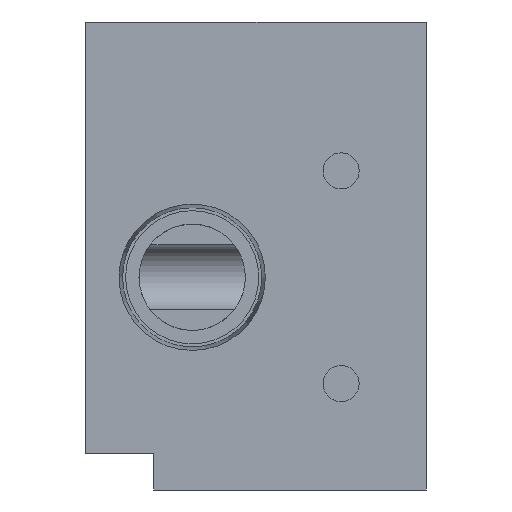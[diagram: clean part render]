
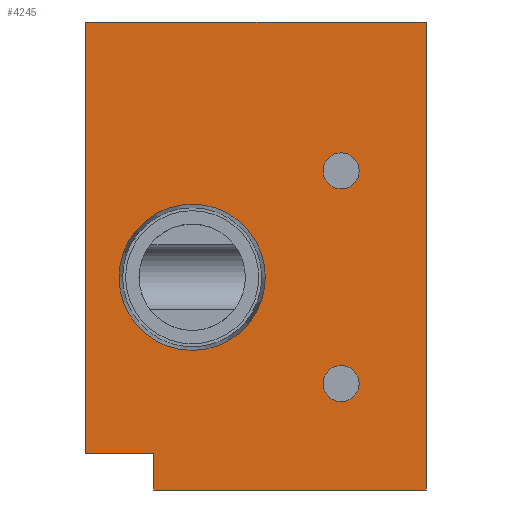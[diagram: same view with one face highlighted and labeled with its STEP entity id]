
A CAD part, left-side view. The second image highlights one B-rep face of the part: STEP entity #4245.
In plain terms, the highlighted planar face has unit normal (-1, 0, 0).
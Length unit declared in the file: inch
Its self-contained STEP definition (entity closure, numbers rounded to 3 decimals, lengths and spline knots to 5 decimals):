
#73=FACE_BOUND('',#695,.T.);
#74=FACE_BOUND('',#696,.T.);
#75=FACE_BOUND('',#697,.T.);
#218=PLANE('',#4781);
#404=FACE_OUTER_BOUND('',#694,.T.);
#694=EDGE_LOOP('',(#3452,#3453,#3454,#3455,#3456,#3457));
#695=EDGE_LOOP('',(#3458,#3459));
#696=EDGE_LOOP('',(#3460,#3461));
#697=EDGE_LOOP('',(#3462,#3463));
#882=CIRCLE('',#4392,0.04245);
#883=CIRCLE('',#4393,0.04245);
#886=CIRCLE('',#4398,0.04245);
#887=CIRCLE('',#4399,0.04245);
#1122=CIRCLE('',#4782,0.17198);
#1123=CIRCLE('',#4783,0.17198);
#1340=LINE('',#6850,#1523);
#1418=LINE('',#7421,#1601);
#1421=LINE('',#7427,#1604);
#1425=LINE('',#7436,#1608);
#1426=LINE('',#7438,#1609);
#1427=LINE('',#7439,#1610);
#1523=VECTOR('',#5367,0.3937);
#1601=VECTOR('',#5993,0.3937);
#1604=VECTOR('',#5998,0.3937);
#1608=VECTOR('',#6006,0.3937);
#1609=VECTOR('',#6007,0.3937);
#1610=VECTOR('',#6008,0.3937);
#1695=VERTEX_POINT('',#6621);
#1696=VERTEX_POINT('',#6622);
#1699=VERTEX_POINT('',#6632);
#1700=VERTEX_POINT('',#6633);
#1776=VERTEX_POINT('',#6847);
#1777=VERTEX_POINT('',#6849);
#1958=VERTEX_POINT('',#7419);
#1960=VERTEX_POINT('',#7425);
#1963=VERTEX_POINT('',#7435);
#1964=VERTEX_POINT('',#7437);
#1965=VERTEX_POINT('',#7440);
#1966=VERTEX_POINT('',#7441);
#2150=EDGE_CURVE('',#1695,#1696,#882,.T.);
#2151=EDGE_CURVE('',#1696,#1695,#883,.T.);
#2155=EDGE_CURVE('',#1699,#1700,#886,.T.);
#2156=EDGE_CURVE('',#1700,#1699,#887,.T.);
#2255=EDGE_CURVE('',#1776,#1777,#1340,.T.);
#2520=EDGE_CURVE('',#1776,#1958,#1418,.T.);
#2523=EDGE_CURVE('',#1958,#1960,#1421,.T.);
#2527=EDGE_CURVE('',#1963,#1960,#1425,.T.);
#2528=EDGE_CURVE('',#1964,#1963,#1426,.T.);
#2529=EDGE_CURVE('',#1777,#1964,#1427,.T.);
#2530=EDGE_CURVE('',#1965,#1966,#1122,.T.);
#2531=EDGE_CURVE('',#1966,#1965,#1123,.T.);
#3452=ORIENTED_EDGE('',*,*,#2520,.T.);
#3453=ORIENTED_EDGE('',*,*,#2523,.T.);
#3454=ORIENTED_EDGE('',*,*,#2527,.F.);
#3455=ORIENTED_EDGE('',*,*,#2528,.F.);
#3456=ORIENTED_EDGE('',*,*,#2529,.F.);
#3457=ORIENTED_EDGE('',*,*,#2255,.F.);
#3458=ORIENTED_EDGE('',*,*,#2150,.T.);
#3459=ORIENTED_EDGE('',*,*,#2151,.T.);
#3460=ORIENTED_EDGE('',*,*,#2155,.T.);
#3461=ORIENTED_EDGE('',*,*,#2156,.T.);
#3462=ORIENTED_EDGE('',*,*,#2530,.T.);
#3463=ORIENTED_EDGE('',*,*,#2531,.T.);
#4245=ADVANCED_FACE('',(#404,#73,#74,#75),#218,.F.);
#4392=AXIS2_PLACEMENT_3D('',#6623,#5108,#5109);
#4393=AXIS2_PLACEMENT_3D('',#6624,#5110,#5111);
#4398=AXIS2_PLACEMENT_3D('',#6634,#5121,#5122);
#4399=AXIS2_PLACEMENT_3D('',#6635,#5123,#5124);
#4781=AXIS2_PLACEMENT_3D('',#7434,#6004,#6005);
#4782=AXIS2_PLACEMENT_3D('',#7442,#6009,#6010);
#4783=AXIS2_PLACEMENT_3D('',#7443,#6011,#6012);
#5108=DIRECTION('center_axis',(1.,0.,0.));
#5109=DIRECTION('ref_axis',(0.,0.,1.));
#5110=DIRECTION('center_axis',(1.,0.,0.));
#5111=DIRECTION('ref_axis',(0.,0.,1.));
#5121=DIRECTION('center_axis',(1.,0.,0.));
#5122=DIRECTION('ref_axis',(0.,0.,1.));
#5123=DIRECTION('center_axis',(1.,0.,0.));
#5124=DIRECTION('ref_axis',(0.,0.,1.));
#5367=DIRECTION('',(0.,0.,1.));
#5993=DIRECTION('',(0.,-1.,0.));
#5998=DIRECTION('',(0.,0.,-1.));
#6004=DIRECTION('center_axis',(1.,0.,0.));
#6005=DIRECTION('ref_axis',(0.,0.,-1.));
#6006=DIRECTION('',(0.,1.,0.));
#6007=DIRECTION('',(0.,0.,-1.));
#6008=DIRECTION('',(0.,-1.,0.));
#6009=DIRECTION('center_axis',(1.,0.,0.));
#6010=DIRECTION('ref_axis',(0.,1.,0.));
#6011=DIRECTION('center_axis',(1.,0.,0.));
#6012=DIRECTION('ref_axis',(0.,1.,0.));
#6621=CARTESIAN_POINT('',(0.,0.2,-0.80755));
#6622=CARTESIAN_POINT('',(0.,0.2,-0.89245));
#6623=CARTESIAN_POINT('Origin',(0.,0.2,-0.85));
#6624=CARTESIAN_POINT('Origin',(0.,0.2,-0.85));
#6632=CARTESIAN_POINT('',(0.,0.2,-0.30755));
#6633=CARTESIAN_POINT('',(0.,0.2,-0.39245));
#6634=CARTESIAN_POINT('Origin',(0.,0.2,-0.35));
#6635=CARTESIAN_POINT('Origin',(0.,0.2,-0.35));
#6847=CARTESIAN_POINT('',(0.,0.8,-1.015));
#6849=CARTESIAN_POINT('',(0.,0.8,0.));
#6850=CARTESIAN_POINT('',(0.,0.8,-1.1));
#7419=CARTESIAN_POINT('',(0.,0.64,-1.015));
#7421=CARTESIAN_POINT('',(0.,0.6,-1.015));
#7425=CARTESIAN_POINT('',(0.,0.64,-1.1));
#7427=CARTESIAN_POINT('',(0.,0.64,-0.7825));
#7434=CARTESIAN_POINT('Origin',(0.,0.4,-0.55));
#7435=CARTESIAN_POINT('',(0.,0.,-1.1));
#7436=CARTESIAN_POINT('',(0.,0.,-1.1));
#7437=CARTESIAN_POINT('',(0.,0.,0.));
#7438=CARTESIAN_POINT('',(0.,0.,0.));
#7439=CARTESIAN_POINT('',(0.,0.8,0.));
#7440=CARTESIAN_POINT('',(0.,0.72198,-0.6));
#7441=CARTESIAN_POINT('',(0.,0.37802,-0.6));
#7442=CARTESIAN_POINT('Origin',(0.,0.55,-0.6));
#7443=CARTESIAN_POINT('Origin',(0.,0.55,-0.6));
